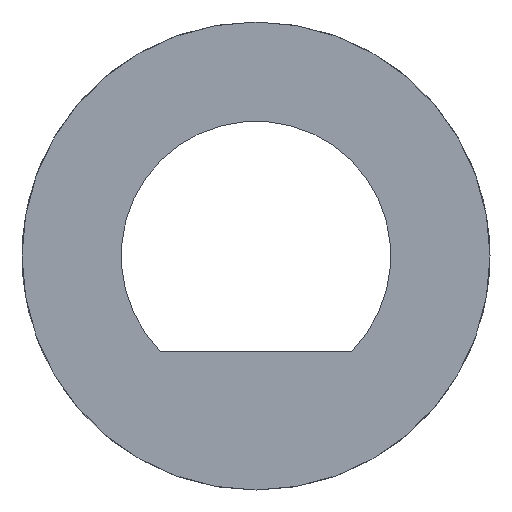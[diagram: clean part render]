
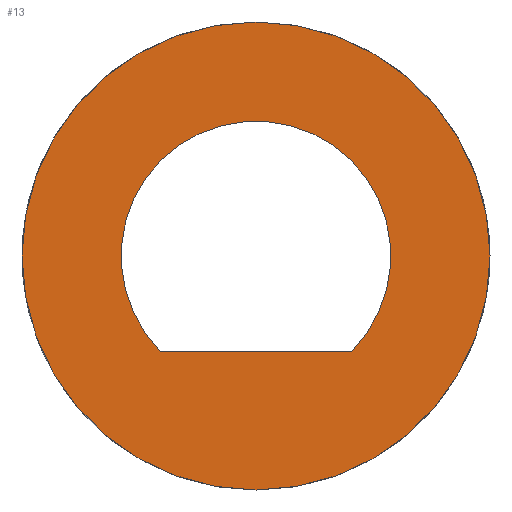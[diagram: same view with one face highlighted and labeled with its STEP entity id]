
A CAD part, front view. The second image highlights one B-rep face of the part: STEP entity #13.
In plain terms, the highlighted planar face has unit normal (0, -1, 0).
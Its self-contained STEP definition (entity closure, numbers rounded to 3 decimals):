
#9 = ORIENTED_EDGE ( 'NONE', *, *, #58, .T. ) ;
#10 = CIRCLE ( 'NONE', #260, 2.95 ) ;
#13 = ADVANCED_FACE ( 'NONE', ( #150, #208 ), #314, .F. ) ;
#30 = AXIS2_PLACEMENT_3D ( 'NONE', #66, #286, #71 ) ;
#58 = EDGE_CURVE ( 'NONE', #69, #120, #232, .T. ) ;
#65 = AXIS2_PLACEMENT_3D ( 'NONE', #75, #343, #157 ) ;
#66 = CARTESIAN_POINT ( 'NONE',  ( 0., 0., 0. ) ) ;
#69 = VERTEX_POINT ( 'NONE', #96 ) ;
#71 = DIRECTION ( 'NONE',  ( 0., 0., 1. ) ) ;
#75 = CARTESIAN_POINT ( 'NONE',  ( 0., 0., 0. ) ) ;
#79 = EDGE_CURVE ( 'NONE', #225, #308, #141, .T. ) ;
#92 = ORIENTED_EDGE ( 'NONE', *, *, #133, .F. ) ;
#93 = VECTOR ( 'NONE', #340, 1000. ) ;
#96 = CARTESIAN_POINT ( 'NONE',  ( 1.204, 0., -1.2 ) ) ;
#112 = ORIENTED_EDGE ( 'NONE', *, *, #183, .T. ) ;
#115 = AXIS2_PLACEMENT_3D ( 'NONE', #125, #316, #178 ) ;
#120 = VERTEX_POINT ( 'NONE', #159 ) ;
#125 = CARTESIAN_POINT ( 'NONE',  ( 0., 0., 0. ) ) ;
#133 = EDGE_CURVE ( 'NONE', #308, #225, #10, .T. ) ;
#141 = CIRCLE ( 'NONE', #30, 2.95 ) ;
#150 = FACE_OUTER_BOUND ( 'NONE', #246, .T. ) ;
#157 = DIRECTION ( 'NONE',  ( 0., 0., 1. ) ) ;
#159 = CARTESIAN_POINT ( 'NONE',  ( -1.204, 0., -1.2 ) ) ;
#178 = DIRECTION ( 'NONE',  ( 0., 0., 1. ) ) ;
#183 = EDGE_CURVE ( 'NONE', #120, #69, #325, .T. ) ;
#208 = FACE_BOUND ( 'NONE', #229, .T. ) ;
#225 = VERTEX_POINT ( 'NONE', #240 ) ;
#229 = EDGE_LOOP ( 'NONE', ( #112, #9 ) ) ;
#232 = LINE ( 'NONE', #235, #93 ) ;
#235 = CARTESIAN_POINT ( 'NONE',  ( -1.204, 0., -1.2 ) ) ;
#238 = CARTESIAN_POINT ( 'NONE',  ( 0., 0., 0. ) ) ;
#240 = CARTESIAN_POINT ( 'NONE',  ( 0., 0., -2.95 ) ) ;
#242 = DIRECTION ( 'NONE',  ( 0., 1., 0. ) ) ;
#246 = EDGE_LOOP ( 'NONE', ( #282, #92 ) ) ;
#260 = AXIS2_PLACEMENT_3D ( 'NONE', #238, #242, #270 ) ;
#270 = DIRECTION ( 'NONE',  ( 0., 0., 1. ) ) ;
#282 = ORIENTED_EDGE ( 'NONE', *, *, #79, .F. ) ;
#286 = DIRECTION ( 'NONE',  ( 0., 1., 0. ) ) ;
#298 = CARTESIAN_POINT ( 'NONE',  ( 0., 0., 2.95 ) ) ;
#308 = VERTEX_POINT ( 'NONE', #298 ) ;
#314 = PLANE ( 'NONE',  #115 ) ;
#316 = DIRECTION ( 'NONE',  ( 0., 1., 0. ) ) ;
#325 = CIRCLE ( 'NONE', #65, 1.7 ) ;
#340 = DIRECTION ( 'NONE',  ( -1., 0., 0. ) ) ;
#343 = DIRECTION ( 'NONE',  ( 0., 1., 0. ) ) ;
